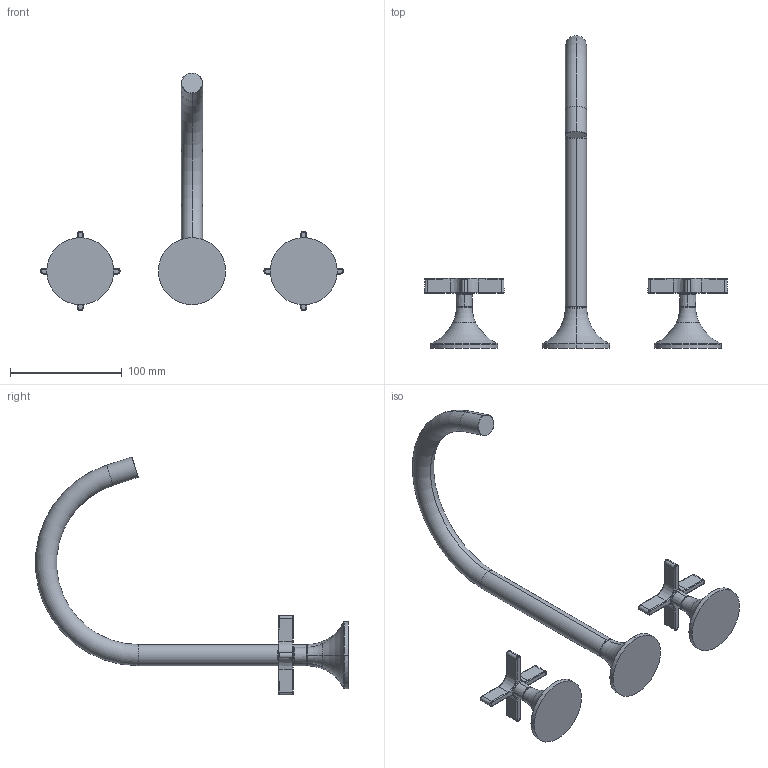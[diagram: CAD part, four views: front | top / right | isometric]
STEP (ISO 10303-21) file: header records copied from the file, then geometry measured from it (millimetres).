
FILE_DESCRIPTION (( 'STEP AP203' ), '1' );
FILE_NAME ('20713809-00.STEP', '2018-07-03T14:20:18', ( '' ), ( '' ), 'SwSTEP 2.0', 'SolidWorks 2017', '' );
FILE_SCHEMA (( 'CONFIG_CONTROL_DESIGN' ));
Length unit declared in the file: millimetre
Products named in the file (5): Planungsmodell_Rosette-+-09.27.80.011.90-01_K1_D60x37 (Rohranschluss D19); Planungsmodell_Rosette-+-09.27.80.010.90-01_K1_D60x37; Planungsmodell_Griff-+-09.20.80.010-01_K1; Planungsmodell_Rohr-+-09.28.22.309.90-01_K1_D19x243; 20713809-00
Assembly tree (6 placements, depth 2):
  20713809-00
    Planungsmodell_Rosette-+-09.27.80.011.90-01_K1_D60x37 (Rohranschluss D19)
    Planungsmodell_Rosette-+-09.27.80.010.90-01_K1_D60x37  x2
    Planungsmodell_Griff-+-09.20.80.010-01_K1  x2
    Planungsmodell_Rohr-+-09.28.22.309.90-01_K1_D19x243
Bounding box: 271.29 x 279.91 x 212.92 mm (x, y, z)
Volume: 250574.1 mm3; surface area: 59580.2 mm2
Topology: 6 solids, 6 shells, 243 faces, 554 edges, 326 vertices
Faces by surface type: torus 98, bspline 48, plane 37, cylinder 32, cone 24, sphere 4
Entity records: 5819 total; most frequent: CARTESIAN_POINT 2319, DIRECTION 684, ORIENTED_EDGE 596, AXIS2_PLACEMENT_3D 318, EDGE_CURVE 298, CIRCLE 200, VERTEX_POINT 175, EDGE_LOOP 135
